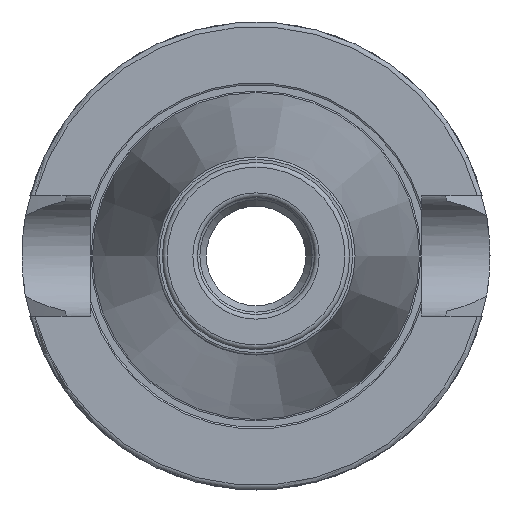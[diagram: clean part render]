
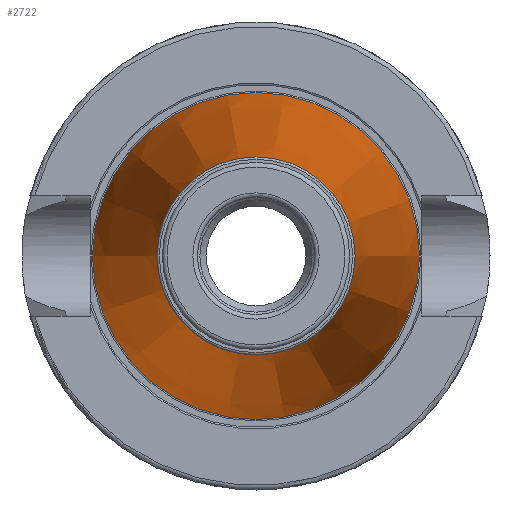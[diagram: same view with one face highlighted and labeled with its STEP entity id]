
A CAD part, left-side view. The second image highlights one B-rep face of the part: STEP entity #2722.
In plain terms, the highlighted conical face has half-angle 8.297 degrees and reference radius 28.044 mm.
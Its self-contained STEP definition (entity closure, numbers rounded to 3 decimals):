
#2688=CARTESIAN_POINT('',(-94.372,21.162,0.0));
#2689=VERTEX_POINT('',#2688);
#2690=CARTESIAN_POINT('',(-94.372,0.0,0.0));
#2691=DIRECTION('',(1.0,0.0,0.0));
#2692=DIRECTION('',(0.0,1.0,0.0));
#2693=AXIS2_PLACEMENT_3D('',#2690,#2691,#2692);
#2694=CIRCLE('',#2693,21.162);
#2695=EDGE_CURVE('',#2689,#2689,#2694,.T.);
#2703=CARTESIAN_POINT('',(-47.186,0.0,0.0));
#2704=DIRECTION('',(1.0,0.0,0.0));
#2705=DIRECTION('',(0.0,1.0,0.0));
#2706=AXIS2_PLACEMENT_3D('',#2703,#2704,#2705);
#2707=CONICAL_SURFACE('',#2706,28.044,8.297);
#2708=CARTESIAN_POINT('',(0.0,34.925,0.0));
#2709=VERTEX_POINT('',#2708);
#2710=CARTESIAN_POINT('',(0.0,0.0,0.0));
#2711=DIRECTION('',(1.0,0.0,0.0));
#2712=DIRECTION('',(0.0,1.0,0.0));
#2713=AXIS2_PLACEMENT_3D('',#2710,#2711,#2712);
#2714=CIRCLE('',#2713,34.925);
#2715=EDGE_CURVE('',#2709,#2709,#2714,.T.);
#2716=ORIENTED_EDGE('',*,*,#2715,.F.);
#2717=EDGE_LOOP('',(#2716));
#2718=FACE_OUTER_BOUND('',#2717,.T.);
#2719=ORIENTED_EDGE('',*,*,#2695,.T.);
#2720=EDGE_LOOP('',(#2719));
#2721=FACE_BOUND('',#2720,.T.);
#2722=ADVANCED_FACE('',(#2718,#2721),#2707,.T.);
